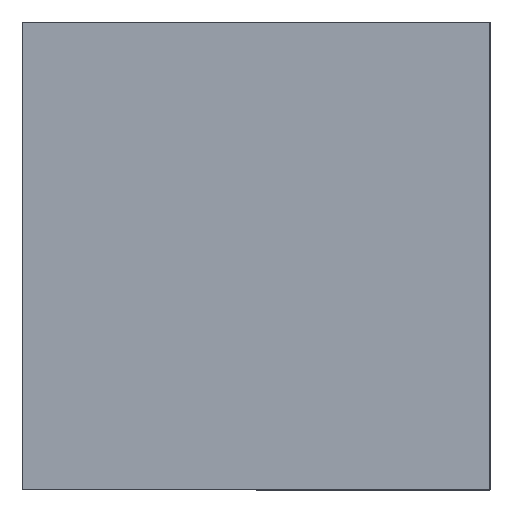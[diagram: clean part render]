
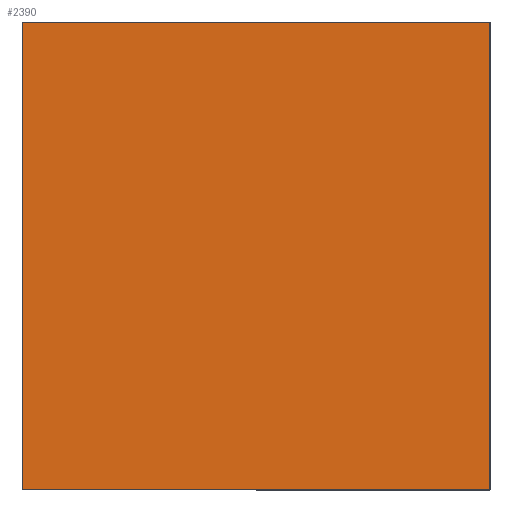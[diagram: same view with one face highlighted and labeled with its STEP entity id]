
A CAD part, left-side view. The second image highlights one B-rep face of the part: STEP entity #2390.
In plain terms, the highlighted planar face has unit normal (-1, 0, 0).
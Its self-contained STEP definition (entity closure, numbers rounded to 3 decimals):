
#204 = VERTEX_POINT ( 'NONE', #521 ) ;
#265 = DIRECTION ( 'NONE',  ( 0., 0., 1. ) ) ;
#368 = EDGE_LOOP ( 'NONE', ( #905, #1192, #1980, #1946 ) ) ;
#457 = LINE ( 'NONE', #2191, #2451 ) ;
#521 = CARTESIAN_POINT ( 'NONE',  ( 0., 0.9, -0.9 ) ) ;
#600 = DIRECTION ( 'NONE',  ( 0., 0., 1. ) ) ;
#610 = CARTESIAN_POINT ( 'NONE',  ( 0., 0.9, 0. ) ) ;
#804 = DIRECTION ( 'NONE',  ( 1., 0., 0. ) ) ;
#809 = CARTESIAN_POINT ( 'NONE',  ( 0., 0., -0.9 ) ) ;
#905 = ORIENTED_EDGE ( 'NONE', *, *, #2202, .T. ) ;
#1033 = LINE ( 'NONE', #1065, #1267 ) ;
#1039 = CARTESIAN_POINT ( 'NONE',  ( 0., 0.9, 0. ) ) ;
#1041 = EDGE_CURVE ( 'NONE', #204, #2039, #1033, .T. ) ;
#1065 = CARTESIAN_POINT ( 'NONE',  ( 0., 0.9, -0.9 ) ) ;
#1141 = EDGE_CURVE ( 'NONE', #2010, #1438, #457, .T. ) ;
#1158 = CARTESIAN_POINT ( 'NONE',  ( 0., 0., 0. ) ) ;
#1192 = ORIENTED_EDGE ( 'NONE', *, *, #1141, .F. ) ;
#1203 = DIRECTION ( 'NONE',  ( 0., -1., 0. ) ) ;
#1267 = VECTOR ( 'NONE', #1203, 1000. ) ;
#1392 = DIRECTION ( 'NONE',  ( 0., 0., -1. ) ) ;
#1396 = PLANE ( 'NONE',  #1781 ) ;
#1431 = EDGE_CURVE ( 'NONE', #204, #2010, #2166, .T. ) ;
#1438 = VERTEX_POINT ( 'NONE', #1985 ) ;
#1490 = VECTOR ( 'NONE', #600, 1000. ) ;
#1545 = CARTESIAN_POINT ( 'NONE',  ( 0., 0.9, 0. ) ) ;
#1746 = VECTOR ( 'NONE', #265, 1000. ) ;
#1781 = AXIS2_PLACEMENT_3D ( 'NONE', #610, #804, #1392 ) ;
#1946 = ORIENTED_EDGE ( 'NONE', *, *, #1041, .T. ) ;
#1980 = ORIENTED_EDGE ( 'NONE', *, *, #1431, .F. ) ;
#1985 = CARTESIAN_POINT ( 'NONE',  ( 0., 0., 0. ) ) ;
#1999 = LINE ( 'NONE', #1158, #1490 ) ;
#2010 = VERTEX_POINT ( 'NONE', #1545 ) ;
#2039 = VERTEX_POINT ( 'NONE', #809 ) ;
#2148 = FACE_OUTER_BOUND ( 'NONE', #368, .T. ) ;
#2166 = LINE ( 'NONE', #1039, #1746 ) ;
#2191 = CARTESIAN_POINT ( 'NONE',  ( 0., 0.9, 0. ) ) ;
#2202 = EDGE_CURVE ( 'NONE', #2039, #1438, #1999, .T. ) ;
#2389 = DIRECTION ( 'NONE',  ( 0., -1., 0. ) ) ;
#2390 = ADVANCED_FACE ( 'NONE', ( #2148 ), #1396, .F. ) ;
#2451 = VECTOR ( 'NONE', #2389, 1000. ) ;
